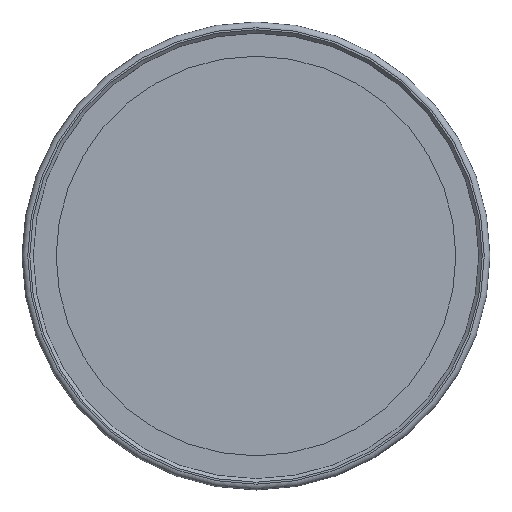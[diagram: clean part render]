
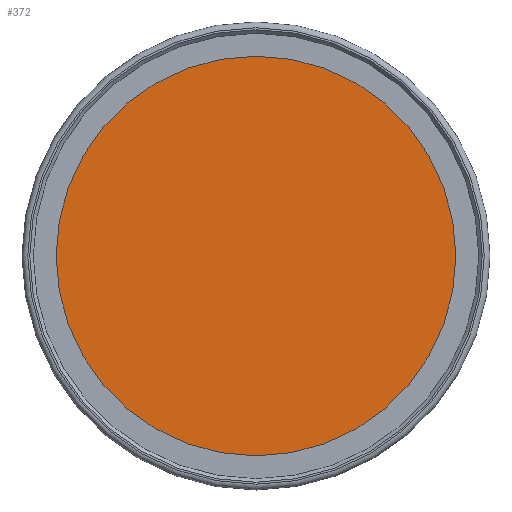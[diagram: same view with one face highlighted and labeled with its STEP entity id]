
A CAD part, top view. The second image highlights one B-rep face of the part: STEP entity #372.
In plain terms, the highlighted planar face has unit normal (0, 0, 1).
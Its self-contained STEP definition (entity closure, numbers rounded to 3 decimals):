
#67=FACE_OUTER_BOUND('',#103,.T.);
#103=EDGE_LOOP('',(#263));
#165=CIRCLE('',#420,17.25);
#197=VERTEX_POINT('',#622);
#229=EDGE_CURVE('',#197,#197,#165,.T.);
#263=ORIENTED_EDGE('',*,*,#229,.T.);
#322=PLANE('',#419);
#372=ADVANCED_FACE('',(#67),#322,.F.);
#419=AXIS2_PLACEMENT_3D('',#621,#493,#494);
#420=AXIS2_PLACEMENT_3D('',#623,#495,#496);
#493=DIRECTION('center_axis',(0.,0.,
-1.));
#494=DIRECTION('ref_axis',(-0.935,0.356,0.));
#495=DIRECTION('center_axis',(0.,0.,1.));
#496=DIRECTION('ref_axis',(1.,0.,0.));
#621=CARTESIAN_POINT('Origin',(0.,0.,
0.95));
#622=CARTESIAN_POINT('',(-17.25,0.,0.95));
#623=CARTESIAN_POINT('Origin',(0.,0.,0.95));
